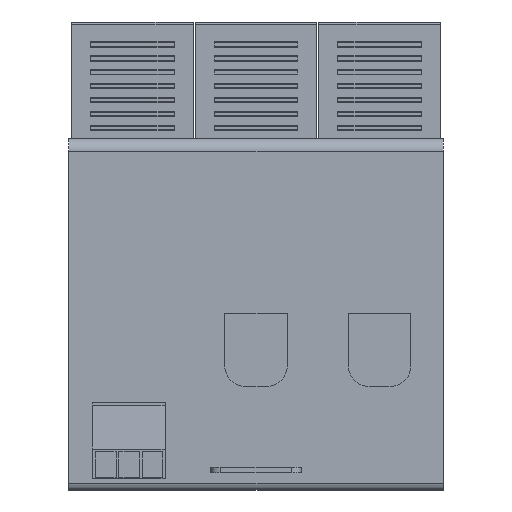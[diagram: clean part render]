
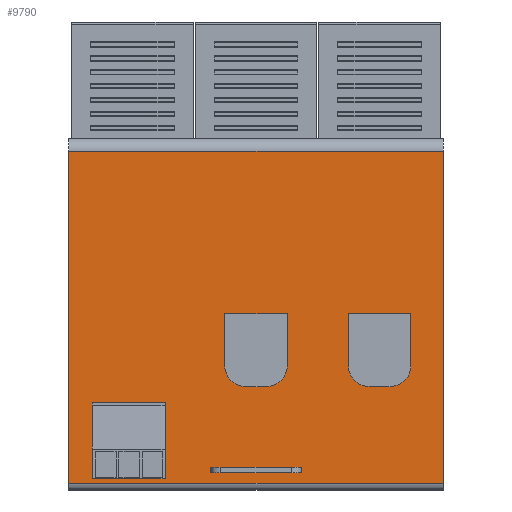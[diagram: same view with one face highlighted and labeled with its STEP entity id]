
A CAD part, left-side view. The second image highlights one B-rep face of the part: STEP entity #9790.
In plain terms, the highlighted planar face has unit normal (-1, 0, 0).
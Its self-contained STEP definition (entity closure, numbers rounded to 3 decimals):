
#1270=CARTESIAN_POINT('',(-57.99,-40.6,
-4.104));
#1280=VERTEX_POINT('',#1270);
#1310=CARTESIAN_POINT('',(-57.99,-40.6,0.));
#1320=DIRECTION('',(0.,0.,-1.));
#1330=VECTOR('',#1320,1.);
#1340=LINE('',#1310,#1330);
#1350=CARTESIAN_POINT('',(-57.99,-40.6,
43.696));
#1360=VERTEX_POINT('',#1350);
#1370=EDGE_CURVE('',#1360,#1280,#1340,.T.);
#4250=CARTESIAN_POINT('',(-57.99,13.4,
43.696));
#4260=VERTEX_POINT('',#4250);
#4290=CARTESIAN_POINT('',(-57.99,13.4,0.));
#4300=DIRECTION('',(0.,0.,1.));
#4310=VECTOR('',#4300,1.);
#4320=LINE('',#4290,#4310);
#4330=CARTESIAN_POINT('',(-57.99,13.4,
-4.104));
#4340=VERTEX_POINT('',#4330);
#4350=EDGE_CURVE('',#4340,#4260,#4320,.T.);
#7800=CARTESIAN_POINT('',(-57.99,31.3,
-4.104));
#7810=DIRECTION('',(0.,-1.,0.));
#7820=VECTOR('',#7810,1.);
#7830=LINE('',#7800,#7820);
#7840=EDGE_CURVE('',#4340,#1280,#7830,.T.);
#7910=CARTESIAN_POINT('',(-57.99,31.3,
43.696));
#7920=DIRECTION('',(1.,0.,0.));
#7930=DIRECTION('',(0.,0.,1.));
#7940=AXIS2_PLACEMENT_3D('',#7910,#7920,#7930);
#7950=PLANE('',#7940);
#7960=CARTESIAN_POINT('',(-57.99,-19.481,
-2.604));
#7970=DIRECTION('',(0.,0.,1.));
#7980=VECTOR('',#7970,1.);
#7990=LINE('',#7960,#7980);
#8000=CARTESIAN_POINT('',(-57.99,-19.481,
-2.604));
#8010=VERTEX_POINT('',#8000);
#8020=CARTESIAN_POINT('',(-57.99,-19.481,
-1.804));
#8030=VERTEX_POINT('',#8020);
#8040=EDGE_CURVE('',#8010,#8030,#7990,.T.);
#8050=ORIENTED_EDGE('',*,*,#8040,.F.);
#8060=CARTESIAN_POINT('',(-57.99,71.075,
-1.804));
#8070=DIRECTION('',(0.,-1.,0.));
#8080=VECTOR('',#8070,1.);
#8090=LINE('',#8060,#8080);
#8100=CARTESIAN_POINT('',(-57.99,-7.719,
-1.804));
#8110=VERTEX_POINT('',#8100);
#8120=EDGE_CURVE('',#8110,#8030,#8090,.T.);
#8130=ORIENTED_EDGE('',*,*,#8120,.T.);
#8140=CARTESIAN_POINT('',(-57.99,-7.719,
-2.604));
#8150=DIRECTION('',(0.,0.,1.));
#8160=VECTOR('',#8150,1.);
#8170=LINE('',#8140,#8160);
#8180=CARTESIAN_POINT('',(-57.99,-7.719,
-2.604));
#8190=VERTEX_POINT('',#8180);
#8200=EDGE_CURVE('',#8190,#8110,#8170,.T.);
#8210=ORIENTED_EDGE('',*,*,#8200,.T.);
#8220=CARTESIAN_POINT('',(-57.99,71.075,
-2.604));
#8230=DIRECTION('',(0.,1.,0.));
#8240=VECTOR('',#8230,1.);
#8250=LINE('',#8220,#8240);
#8260=EDGE_CURVE('',#8010,#8190,#8250,.T.);
#8270=ORIENTED_EDGE('',*,*,#8260,.T.);
#8280=EDGE_LOOP('',(#8270,#8210,#8130,#8050));
#8290=FACE_BOUND('',#8280,.T.);
#8300=CARTESIAN_POINT('',(-57.99,71.075,
-3.504));
#8310=DIRECTION('',(0.,-1.,0.));
#8320=VECTOR('',#8310,1.);
#8330=LINE('',#8300,#8320);
#8340=CARTESIAN_POINT('',(-57.99,10.,
-3.504));
#8350=VERTEX_POINT('',#8340);
#8360=CARTESIAN_POINT('',(-57.99,-0.5,
-3.504));
#8370=VERTEX_POINT('',#8360);
#8380=EDGE_CURVE('',#8350,#8370,#8330,.T.);
#8390=ORIENTED_EDGE('',*,*,#8380,.F.);
#8400=CARTESIAN_POINT('',(-57.99,-0.5,0.));
#8410=DIRECTION('',(0.,0.,1.));
#8420=VECTOR('',#8410,1.);
#8430=LINE('',#8400,#8420);
#8440=CARTESIAN_POINT('',(-57.99,-0.5,
7.496));
#8450=VERTEX_POINT('',#8440);
#8460=EDGE_CURVE('',#8370,#8450,#8430,.T.);
#8470=ORIENTED_EDGE('',*,*,#8460,.F.);
#8480=CARTESIAN_POINT('',(-57.99,71.075,
7.496));
#8490=DIRECTION('',(0.,1.,0.));
#8500=VECTOR('',#8490,1.);
#8510=LINE('',#8480,#8500);
#8520=CARTESIAN_POINT('',(-57.99,10.,
7.496));
#8530=VERTEX_POINT('',#8520);
#8540=EDGE_CURVE('',#8450,#8530,#8510,.T.);
#8550=ORIENTED_EDGE('',*,*,#8540,.F.);
#8560=CARTESIAN_POINT('',(-57.99,10.,0.));
#8570=DIRECTION('',(0.,0.,1.));
#8580=VECTOR('',#8570,1.);
#8590=LINE('',#8560,#8580);
#8600=EDGE_CURVE('',#8350,#8530,#8590,.T.);
#8610=ORIENTED_EDGE('',*,*,#8600,.T.);
#8620=EDGE_LOOP('',(#8610,#8550,#8470,#8390));
#8630=FACE_BOUND('',#8620,.T.);
#8640=CARTESIAN_POINT('',(-57.99,-26.9,0.));
#8650=DIRECTION('',(0.,0.,-1.));
#8660=VECTOR('',#8650,1.);
#8670=LINE('',#8640,#8660);
#8680=CARTESIAN_POINT('',(-57.99,-26.9,
20.296));
#8690=VERTEX_POINT('',#8680);
#8700=CARTESIAN_POINT('',(-57.99,-26.9,
12.796));
#8710=VERTEX_POINT('',#8700);
#8720=EDGE_CURVE('',#8690,#8710,#8670,.T.);
#8730=ORIENTED_EDGE('',*,*,#8720,.F.);
#8740=CARTESIAN_POINT('',(-57.99,-29.9,
12.796));
#8750=DIRECTION('',(-1.,0.,0.));
#8760=DIRECTION('',(0.,1.,0.));
#8770=AXIS2_PLACEMENT_3D('',#8740,#8750,#8760);
#8780=CIRCLE('',#8770,3.);
#8790=CARTESIAN_POINT('',(-57.99,-29.9,
9.796));
#8800=VERTEX_POINT('',#8790);
#8810=EDGE_CURVE('',#8710,#8800,#8780,.T.);
#8820=ORIENTED_EDGE('',*,*,#8810,.F.);
#8830=CARTESIAN_POINT('',(-57.99,71.075,
9.796));
#8840=DIRECTION('',(0.,-1.,0.));
#8850=VECTOR('',#8840,1.);
#8860=LINE('',#8830,#8850);
#8870=CARTESIAN_POINT('',(-57.99,-32.9,
9.796));
#8880=VERTEX_POINT('',#8870);
#8890=EDGE_CURVE('',#8800,#8880,#8860,.T.);
#8900=ORIENTED_EDGE('',*,*,#8890,.F.);
#8910=CARTESIAN_POINT('',(-57.99,-32.9,
12.796));
#8920=DIRECTION('',(1.,0.,0.));
#8930=DIRECTION('',(0.,-1.,0.));
#8940=AXIS2_PLACEMENT_3D('',#8910,#8920,#8930);
#8950=CIRCLE('',#8940,3.);
#8960=CARTESIAN_POINT('',(-57.99,-35.9,
12.796));
#8970=VERTEX_POINT('',#8960);
#8980=EDGE_CURVE('',#8970,#8880,#8950,.T.);
#8990=ORIENTED_EDGE('',*,*,#8980,.T.);
#9000=CARTESIAN_POINT('',(-57.99,-35.9,0.));
#9010=DIRECTION('',(0.,0.,1.));
#9020=VECTOR('',#9010,1.);
#9030=LINE('',#9000,#9020);
#9040=CARTESIAN_POINT('',(-57.99,-35.9,
20.296));
#9050=VERTEX_POINT('',#9040);
#9060=EDGE_CURVE('',#8970,#9050,#9030,.T.);
#9070=ORIENTED_EDGE('',*,*,#9060,.F.);
#9080=CARTESIAN_POINT('',(-57.99,71.075,
20.296));
#9090=DIRECTION('',(0.,1.,0.));
#9100=VECTOR('',#9090,1.);
#9110=LINE('',#9080,#9100);
#9120=EDGE_CURVE('',#9050,#8690,#9110,.T.);
#9130=ORIENTED_EDGE('',*,*,#9120,.F.);
#9140=EDGE_LOOP('',(#9130,#9070,#8990,#8900,#8820,#8730));
#9150=FACE_BOUND('',#9140,.T.);
#9160=CARTESIAN_POINT('',(-57.99,-9.1,0.));
#9170=DIRECTION('',(0.,0.,-1.));
#9180=VECTOR('',#9170,1.);
#9190=LINE('',#9160,#9180);
#9200=CARTESIAN_POINT('',(-57.99,-9.1,
20.296));
#9210=VERTEX_POINT('',#9200);
#9220=CARTESIAN_POINT('',(-57.99,-9.1,
12.796));
#9230=VERTEX_POINT('',#9220);
#9240=EDGE_CURVE('',#9210,#9230,#9190,.T.);
#9250=ORIENTED_EDGE('',*,*,#9240,.F.);
#9260=CARTESIAN_POINT('',(-57.99,-12.1,
12.796));
#9270=DIRECTION('',(-1.,0.,0.));
#9280=DIRECTION('',(0.,1.,0.));
#9290=AXIS2_PLACEMENT_3D('',#9260,#9270,#9280);
#9300=CIRCLE('',#9290,3.);
#9310=CARTESIAN_POINT('',(-57.99,-12.1,
9.796));
#9320=VERTEX_POINT('',#9310);
#9330=EDGE_CURVE('',#9230,#9320,#9300,.T.);
#9340=ORIENTED_EDGE('',*,*,#9330,.F.);
#9350=CARTESIAN_POINT('',(-57.99,71.075,
9.796));
#9360=DIRECTION('',(0.,-1.,0.));
#9370=VECTOR('',#9360,1.);
#9380=LINE('',#9350,#9370);
#9390=CARTESIAN_POINT('',(-57.99,-15.1,
9.796));
#9400=VERTEX_POINT('',#9390);
#9410=EDGE_CURVE('',#9320,#9400,#9380,.T.);
#9420=ORIENTED_EDGE('',*,*,#9410,.F.);
#9430=CARTESIAN_POINT('',(-57.99,-15.1,
12.796));
#9440=DIRECTION('',(1.,0.,0.));
#9450=DIRECTION('',(0.,-1.,0.));
#9460=AXIS2_PLACEMENT_3D('',#9430,#9440,#9450);
#9470=CIRCLE('',#9460,3.);
#9480=CARTESIAN_POINT('',(-57.99,-18.1,
12.796));
#9490=VERTEX_POINT('',#9480);
#9500=EDGE_CURVE('',#9490,#9400,#9470,.T.);
#9510=ORIENTED_EDGE('',*,*,#9500,.T.);
#9520=CARTESIAN_POINT('',(-57.99,-18.1,0.));
#9530=DIRECTION('',(0.,0.,1.));
#9540=VECTOR('',#9530,1.);
#9550=LINE('',#9520,#9540);
#9560=CARTESIAN_POINT('',(-57.99,-18.1,
20.296));
#9570=VERTEX_POINT('',#9560);
#9580=EDGE_CURVE('',#9490,#9570,#9550,.T.);
#9590=ORIENTED_EDGE('',*,*,#9580,.F.);
#9600=CARTESIAN_POINT('',(-57.99,71.075,
20.296));
#9610=DIRECTION('',(0.,1.,0.));
#9620=VECTOR('',#9610,1.);
#9630=LINE('',#9600,#9620);
#9640=EDGE_CURVE('',#9570,#9210,#9630,.T.);
#9650=ORIENTED_EDGE('',*,*,#9640,.F.);
#9660=EDGE_LOOP('',(#9650,#9590,#9510,#9420,#9340,#9250));
#9670=FACE_BOUND('',#9660,.T.);
#9680=ORIENTED_EDGE('',*,*,#4350,.F.);
#9690=CARTESIAN_POINT('',(-57.99,31.3,
43.696));
#9700=DIRECTION('',(0.,-1.,0.));
#9710=VECTOR('',#9700,1.);
#9720=LINE('',#9690,#9710);
#9730=EDGE_CURVE('',#4260,#1360,#9720,.T.);
#9740=ORIENTED_EDGE('',*,*,#9730,.F.);
#9750=ORIENTED_EDGE('',*,*,#1370,.F.);
#9760=ORIENTED_EDGE('',*,*,#7840,.T.);
#9770=EDGE_LOOP('',(#9760,#9750,#9740,#9680));
#9780=FACE_OUTER_BOUND('',#9770,.T.);
#9790=ADVANCED_FACE('',(#8290,#8630,#9150,#9670,#9780),#7950,.F.);
